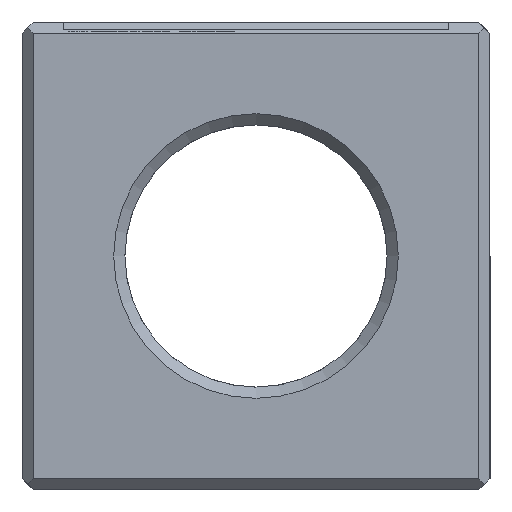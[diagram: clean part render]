
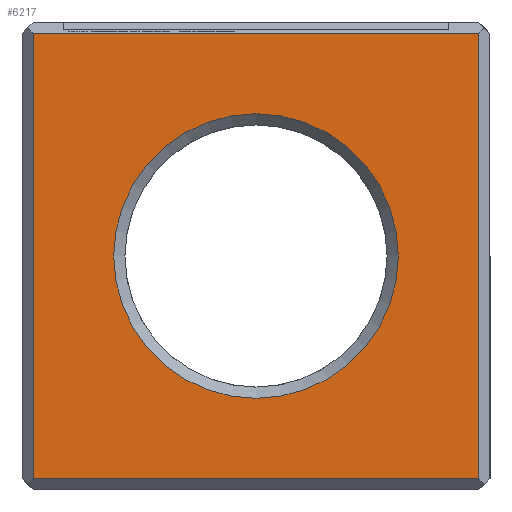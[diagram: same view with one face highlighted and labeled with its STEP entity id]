
A CAD part, left-side view. The second image highlights one B-rep face of the part: STEP entity #6217.
In plain terms, the highlighted planar face has unit normal (-1, 0, 0).
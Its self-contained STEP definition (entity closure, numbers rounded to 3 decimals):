
#72 = PLANE('',#73);
#73 = AXIS2_PLACEMENT_3D('',#74,#75,#76);
#74 = CARTESIAN_POINT('',(0.,0.,0.3));
#75 = DIRECTION('',(-0.707,0.,-0.707)
  );
#76 = DIRECTION('',(0.707,0.,-0.707));
#1342 = PLANE('',#1343);
#1343 = AXIS2_PLACEMENT_3D('',#1344,#1345,#1346);
#1344 = CARTESIAN_POINT('',(0.3,12.5,0.));
#1345 = DIRECTION('',(0.707,-0.707,0.));
#1346 = DIRECTION('',(-0.707,-0.707,0.));
#1573 = PLANE('',#1574);
#1574 = AXIS2_PLACEMENT_3D('',#1575,#1576,#1577);
#1575 = CARTESIAN_POINT('',(0.3,0.,0.));
#1576 = DIRECTION('',(-0.707,-0.707,0.));
#1577 = DIRECTION('',(-0.707,0.707,0.));
#1641 = VERTEX_POINT('',#1642);
#1642 = CARTESIAN_POINT('',(0.,0.3,0.3));
#1663 = EDGE_CURVE('',#1641,#1664,#1666,.T.);
#1664 = VERTEX_POINT('',#1665);
#1665 = CARTESIAN_POINT('',(0.,12.2,0.3));
#1666 = SURFACE_CURVE('',#1667,(#1671,#1678),.PCURVE_S1.);
#1667 = LINE('',#1668,#1669);
#1668 = CARTESIAN_POINT('',(0.,0.,0.3));
#1669 = VECTOR('',#1670,1.);
#1670 = DIRECTION('',(0.,1.,0.));
#1671 = PCURVE('',#72,#1672);
#1672 = DEFINITIONAL_REPRESENTATION('',(#1673),#1677);
#1673 = LINE('',#1674,#1675);
#1674 = CARTESIAN_POINT('',(0.,0.));
#1675 = VECTOR('',#1676,1.);
#1676 = DIRECTION('',(0.,-1.));
#1677 = ( GEOMETRIC_REPRESENTATION_CONTEXT(2) 
PARAMETRIC_REPRESENTATION_CONTEXT() REPRESENTATION_CONTEXT('2D SPACE',''
  ) );
#1678 = PCURVE('',#1679,#1684);
#1679 = PLANE('',#1680);
#1680 = AXIS2_PLACEMENT_3D('',#1681,#1682,#1683);
#1681 = CARTESIAN_POINT('',(0.,12.5,0.));
#1682 = DIRECTION('',(1.,0.,0.));
#1683 = DIRECTION('',(0.,-1.,0.));
#1684 = DEFINITIONAL_REPRESENTATION('',(#1685),#1689);
#1685 = LINE('',#1686,#1687);
#1686 = CARTESIAN_POINT('',(12.5,-0.3));
#1687 = VECTOR('',#1688,1.);
#1688 = DIRECTION('',(-1.,0.));
#1689 = ( GEOMETRIC_REPRESENTATION_CONTEXT(2) 
PARAMETRIC_REPRESENTATION_CONTEXT() REPRESENTATION_CONTEXT('2D SPACE',''
  ) );
#4734 = VERTEX_POINT('',#4735);
#4735 = CARTESIAN_POINT('',(0.,12.2,12.2));
#4749 = PLANE('',#4750);
#4750 = AXIS2_PLACEMENT_3D('',#4751,#4752,#4753);
#4751 = CARTESIAN_POINT('',(0.3,0.,12.5));
#4752 = DIRECTION('',(-0.707,0.,0.707
    ));
#4753 = DIRECTION('',(-0.707,0.,-0.707
    ));
#4761 = EDGE_CURVE('',#1664,#4734,#4762,.T.);
#4762 = SURFACE_CURVE('',#4763,(#4767,#4774),.PCURVE_S1.);
#4763 = LINE('',#4764,#4765);
#4764 = CARTESIAN_POINT('',(0.,12.2,0.));
#4765 = VECTOR('',#4766,1.);
#4766 = DIRECTION('',(0.,0.,1.));
#4767 = PCURVE('',#1342,#4768);
#4768 = DEFINITIONAL_REPRESENTATION('',(#4769),#4773);
#4769 = LINE('',#4770,#4771);
#4770 = CARTESIAN_POINT('',(0.424,0.));
#4771 = VECTOR('',#4772,1.);
#4772 = DIRECTION('',(0.,-1.));
#4773 = ( GEOMETRIC_REPRESENTATION_CONTEXT(2) 
PARAMETRIC_REPRESENTATION_CONTEXT() REPRESENTATION_CONTEXT('2D SPACE',''
  ) );
#4774 = PCURVE('',#1679,#4775);
#4775 = DEFINITIONAL_REPRESENTATION('',(#4776),#4780);
#4776 = LINE('',#4777,#4778);
#4777 = CARTESIAN_POINT('',(0.3,0.));
#4778 = VECTOR('',#4779,1.);
#4779 = DIRECTION('',(0.,-1.));
#4780 = ( GEOMETRIC_REPRESENTATION_CONTEXT(2) 
PARAMETRIC_REPRESENTATION_CONTEXT() REPRESENTATION_CONTEXT('2D SPACE',''
  ) );
#6174 = VERTEX_POINT('',#6175);
#6175 = CARTESIAN_POINT('',(0.,0.3,12.2));
#6196 = EDGE_CURVE('',#1641,#6174,#6197,.T.);
#6197 = SURFACE_CURVE('',#6198,(#6202,#6209),.PCURVE_S1.);
#6198 = LINE('',#6199,#6200);
#6199 = CARTESIAN_POINT('',(0.,0.3,0.));
#6200 = VECTOR('',#6201,1.);
#6201 = DIRECTION('',(0.,0.,1.));
#6202 = PCURVE('',#1573,#6203);
#6203 = DEFINITIONAL_REPRESENTATION('',(#6204),#6208);
#6204 = LINE('',#6205,#6206);
#6205 = CARTESIAN_POINT('',(0.424,0.));
#6206 = VECTOR('',#6207,1.);
#6207 = DIRECTION('',(0.,-1.));
#6208 = ( GEOMETRIC_REPRESENTATION_CONTEXT(2) 
PARAMETRIC_REPRESENTATION_CONTEXT() REPRESENTATION_CONTEXT('2D SPACE',''
  ) );
#6209 = PCURVE('',#1679,#6210);
#6210 = DEFINITIONAL_REPRESENTATION('',(#6211),#6215);
#6211 = LINE('',#6212,#6213);
#6212 = CARTESIAN_POINT('',(12.2,0.));
#6213 = VECTOR('',#6214,1.);
#6214 = DIRECTION('',(0.,-1.));
#6215 = ( GEOMETRIC_REPRESENTATION_CONTEXT(2) 
PARAMETRIC_REPRESENTATION_CONTEXT() REPRESENTATION_CONTEXT('2D SPACE',''
  ) );
#6217 = ADVANCED_FACE('',(#6218,#6244),#1679,.F.);
#6218 = FACE_BOUND('',#6219,.F.);
#6219 = EDGE_LOOP('',(#6220,#6221,#6222,#6223));
#6220 = ORIENTED_EDGE('',*,*,#6196,.F.);
#6221 = ORIENTED_EDGE('',*,*,#1663,.T.);
#6222 = ORIENTED_EDGE('',*,*,#4761,.T.);
#6223 = ORIENTED_EDGE('',*,*,#6224,.F.);
#6224 = EDGE_CURVE('',#6174,#4734,#6225,.T.);
#6225 = SURFACE_CURVE('',#6226,(#6230,#6237),.PCURVE_S1.);
#6226 = LINE('',#6227,#6228);
#6227 = CARTESIAN_POINT('',(0.,0.,12.2));
#6228 = VECTOR('',#6229,1.);
#6229 = DIRECTION('',(0.,1.,0.));
#6230 = PCURVE('',#1679,#6231);
#6231 = DEFINITIONAL_REPRESENTATION('',(#6232),#6236);
#6232 = LINE('',#6233,#6234);
#6233 = CARTESIAN_POINT('',(12.5,-12.2));
#6234 = VECTOR('',#6235,1.);
#6235 = DIRECTION('',(-1.,0.));
#6236 = ( GEOMETRIC_REPRESENTATION_CONTEXT(2) 
PARAMETRIC_REPRESENTATION_CONTEXT() REPRESENTATION_CONTEXT('2D SPACE',''
  ) );
#6237 = PCURVE('',#4749,#6238);
#6238 = DEFINITIONAL_REPRESENTATION('',(#6239),#6243);
#6239 = LINE('',#6240,#6241);
#6240 = CARTESIAN_POINT('',(0.424,0.));
#6241 = VECTOR('',#6242,1.);
#6242 = DIRECTION('',(0.,-1.));
#6243 = ( GEOMETRIC_REPRESENTATION_CONTEXT(2) 
PARAMETRIC_REPRESENTATION_CONTEXT() REPRESENTATION_CONTEXT('2D SPACE',''
  ) );
#6244 = FACE_BOUND('',#6245,.F.);
#6245 = EDGE_LOOP('',(#6246));
#6246 = ORIENTED_EDGE('',*,*,#6247,.T.);
#6247 = EDGE_CURVE('',#6248,#6248,#6250,.T.);
#6248 = VERTEX_POINT('',#6249);
#6249 = CARTESIAN_POINT('',(0.,2.45,6.25));
#6250 = SURFACE_CURVE('',#6251,(#6256,#6267),.PCURVE_S1.);
#6251 = CIRCLE('',#6252,3.8);
#6252 = AXIS2_PLACEMENT_3D('',#6253,#6254,#6255);
#6253 = CARTESIAN_POINT('',(0.,6.25,6.25));
#6254 = DIRECTION('',(-1.,0.,0.));
#6255 = DIRECTION('',(0.,-1.,0.));
#6256 = PCURVE('',#1679,#6257);
#6257 = DEFINITIONAL_REPRESENTATION('',(#6258),#6266);
#6258 = ( BOUNDED_CURVE() B_SPLINE_CURVE(2,(#6259,#6260,#6261,#6262,
#6263,#6264,#6265),.UNSPECIFIED.,.T.,.F.) B_SPLINE_CURVE_WITH_KNOTS((1,2
    ,2,2,2,1),(-2.094,0.,2.094,4.189,
6.283,8.378),.UNSPECIFIED.) CURVE() 
GEOMETRIC_REPRESENTATION_ITEM() RATIONAL_B_SPLINE_CURVE((1.,0.5,1.,0.5,
1.,0.5,1.)) REPRESENTATION_ITEM('') );
#6259 = CARTESIAN_POINT('',(10.05,-6.25));
#6260 = CARTESIAN_POINT('',(10.05,-12.832));
#6261 = CARTESIAN_POINT('',(4.35,-9.541));
#6262 = CARTESIAN_POINT('',(-1.35,-6.25));
#6263 = CARTESIAN_POINT('',(4.35,-2.959));
#6264 = CARTESIAN_POINT('',(10.05,0.332));
#6265 = CARTESIAN_POINT('',(10.05,-6.25));
#6266 = ( GEOMETRIC_REPRESENTATION_CONTEXT(2) 
PARAMETRIC_REPRESENTATION_CONTEXT() REPRESENTATION_CONTEXT('2D SPACE',''
  ) );
#6267 = PCURVE('',#6268,#6273);
#6268 = CONICAL_SURFACE('',#6269,3.5,0.785);
#6269 = AXIS2_PLACEMENT_3D('',#6270,#6271,#6272);
#6270 = CARTESIAN_POINT('',(0.3,6.25,6.25));
#6271 = DIRECTION('',(-1.,-0.,-0.));
#6272 = DIRECTION('',(0.,-1.,0.));
#6273 = DEFINITIONAL_REPRESENTATION('',(#6274),#6278);
#6274 = LINE('',#6275,#6276);
#6275 = CARTESIAN_POINT('',(0.,0.3));
#6276 = VECTOR('',#6277,1.);
#6277 = DIRECTION('',(1.,0.));
#6278 = ( GEOMETRIC_REPRESENTATION_CONTEXT(2) 
PARAMETRIC_REPRESENTATION_CONTEXT() REPRESENTATION_CONTEXT('2D SPACE',''
  ) );
